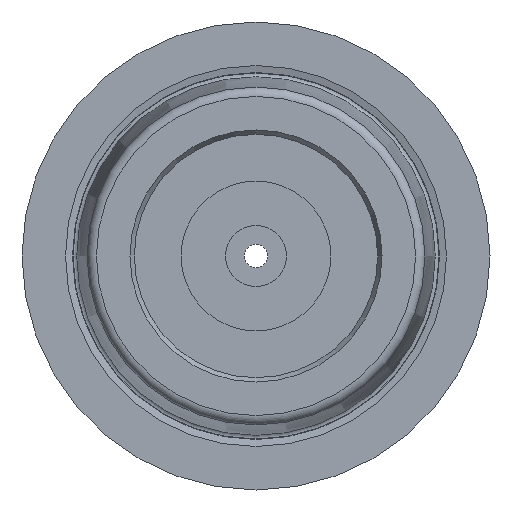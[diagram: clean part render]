
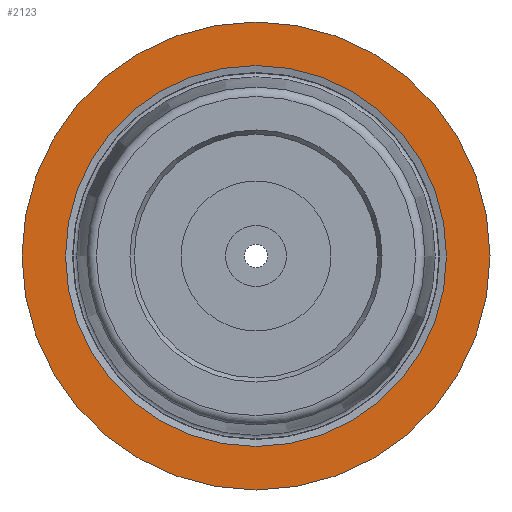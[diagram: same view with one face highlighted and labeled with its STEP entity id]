
A CAD part, left-side view. The second image highlights one B-rep face of the part: STEP entity #2123.
In plain terms, the highlighted planar face has unit normal (-1, 0, 0).
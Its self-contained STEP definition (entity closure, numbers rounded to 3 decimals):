
#2089=CARTESIAN_POINT('',(0.,20.35,0.0));
#2090=VERTEX_POINT('',#2089);
#2091=CARTESIAN_POINT('',(0.,0.0,0.0));
#2092=DIRECTION('',(1.0,0.0,0.0));
#2093=DIRECTION('',(0.0,1.0,0.0));
#2094=AXIS2_PLACEMENT_3D('',#2091,#2092,#2093);
#2095=CIRCLE('',#2094,20.35);
#2096=EDGE_CURVE('',#2090,#2090,#2095,.T.);
#2104=CARTESIAN_POINT('',(0.,22.675,0.0));
#2105=DIRECTION('',(-1.0,0.0,0.0));
#2106=DIRECTION('',(0.0,0.0,1.0));
#2107=AXIS2_PLACEMENT_3D('',#2104,#2105,#2106);
#2108=PLANE('',#2107);
#2109=CARTESIAN_POINT('',(0.0,25.,0.0));
#2110=VERTEX_POINT('',#2109);
#2111=CARTESIAN_POINT('',(0.0,0.0,0.0));
#2112=DIRECTION('',(1.0,0.0,0.0));
#2113=DIRECTION('',(0.0,1.0,0.0));
#2114=AXIS2_PLACEMENT_3D('',#2111,#2112,#2113);
#2115=CIRCLE('',#2114,25.);
#2116=EDGE_CURVE('',#2110,#2110,#2115,.T.);
#2117=ORIENTED_EDGE('',*,*,#2116,.F.);
#2118=EDGE_LOOP('',(#2117));
#2119=FACE_OUTER_BOUND('',#2118,.T.);
#2120=ORIENTED_EDGE('',*,*,#2096,.T.);
#2121=EDGE_LOOP('',(#2120));
#2122=FACE_BOUND('',#2121,.T.);
#2123=ADVANCED_FACE('',(#2119,#2122),#2108,.T.);
